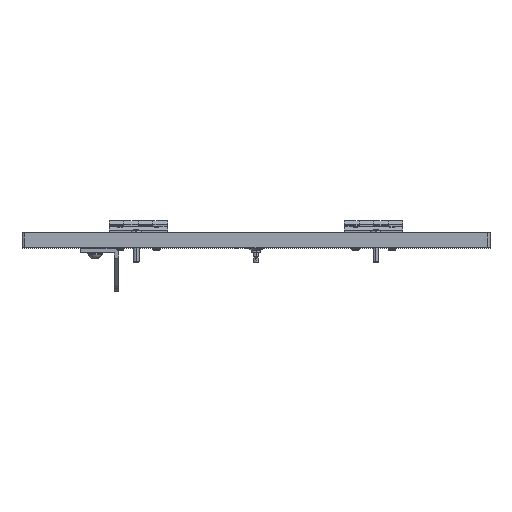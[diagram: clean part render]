
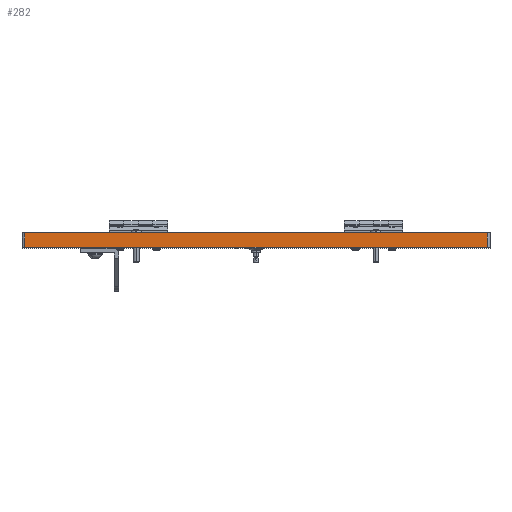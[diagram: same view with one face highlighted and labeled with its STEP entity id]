
A CAD part, top view. The second image highlights one B-rep face of the part: STEP entity #282.
In plain terms, the highlighted planar face has unit normal (0, 0, 1).
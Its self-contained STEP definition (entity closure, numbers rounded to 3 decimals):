
#101 = CARTESIAN_POINT ( 'NONE',  ( -158., 5., 201.5 ) ) ;
#114 = VECTOR ( 'NONE', #3649, 1000. ) ;
#200 = EDGE_CURVE ( 'NONE', #8413, #5187, #8348, .T. ) ;
#217 = DIRECTION ( 'NONE',  ( 1., 0., 0. ) ) ;
#282 = ADVANCED_FACE ( 'NONE', ( #8816 ), #3498, .F. ) ;
#336 = EDGE_CURVE ( 'NONE', #6107, #8413, #4027, .T. ) ;
#410 = DIRECTION ( 'NONE',  ( 0., -1., 0. ) ) ;
#499 = VECTOR ( 'NONE', #217, 1000. ) ;
#866 = CARTESIAN_POINT ( 'NONE',  ( 158., -5., 201.5 ) ) ;
#1561 = CARTESIAN_POINT ( 'NONE',  ( 158., 5., 201.5 ) ) ;
#1977 = VERTEX_POINT ( 'NONE', #4781 ) ;
#1985 = DIRECTION ( 'NONE',  ( -1., 0., 0. ) ) ;
#2024 = VECTOR ( 'NONE', #410, 1000. ) ;
#2388 = ORIENTED_EDGE ( 'NONE', *, *, #200, .F. ) ;
#2628 = CARTESIAN_POINT ( 'NONE',  ( -158., 5., 201.5 ) ) ;
#2653 = EDGE_CURVE ( 'NONE', #6107, #1977, #7194, .T. ) ;
#3323 = DIRECTION ( 'NONE',  ( 1., 0., 0. ) ) ;
#3412 = DIRECTION ( 'NONE',  ( 0., 0., -1. ) ) ;
#3482 = CARTESIAN_POINT ( 'NONE',  ( 158., 5., 201.5 ) ) ;
#3498 = PLANE ( 'NONE',  #4674 ) ;
#3649 = DIRECTION ( 'NONE',  ( 0., -1., 0. ) ) ;
#4018 = ORIENTED_EDGE ( 'NONE', *, *, #2653, .T. ) ;
#4027 = LINE ( 'NONE', #4829, #6404 ) ;
#4255 = EDGE_LOOP ( 'NONE', ( #5698, #2388, #8418, #4018 ) ) ;
#4674 = AXIS2_PLACEMENT_3D ( 'NONE', #101, #3412, #1985 ) ;
#4781 = CARTESIAN_POINT ( 'NONE',  ( -158., -5., 201.5 ) ) ;
#4829 = CARTESIAN_POINT ( 'NONE',  ( -158., 5., 201.5 ) ) ;
#5187 = VERTEX_POINT ( 'NONE', #866 ) ;
#5698 = ORIENTED_EDGE ( 'NONE', *, *, #7049, .T. ) ;
#6107 = VERTEX_POINT ( 'NONE', #2628 ) ;
#6341 = CARTESIAN_POINT ( 'NONE',  ( -158., -5., 201.5 ) ) ;
#6404 = VECTOR ( 'NONE', #3323, 1000. ) ;
#7049 = EDGE_CURVE ( 'NONE', #1977, #5187, #8310, .T. ) ;
#7194 = LINE ( 'NONE', #8489, #2024 ) ;
#8310 = LINE ( 'NONE', #6341, #499 ) ;
#8348 = LINE ( 'NONE', #1561, #114 ) ;
#8413 = VERTEX_POINT ( 'NONE', #3482 ) ;
#8418 = ORIENTED_EDGE ( 'NONE', *, *, #336, .F. ) ;
#8489 = CARTESIAN_POINT ( 'NONE',  ( -158., 5., 201.5 ) ) ;
#8816 = FACE_OUTER_BOUND ( 'NONE', #4255, .T. ) ;
